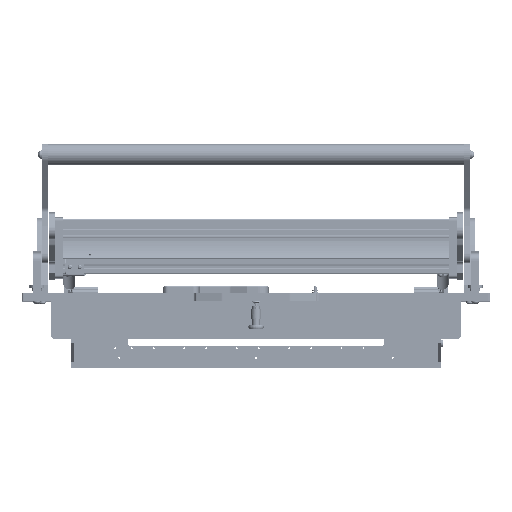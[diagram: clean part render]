
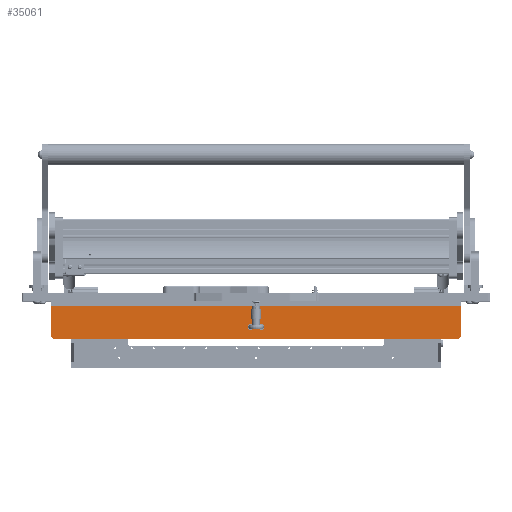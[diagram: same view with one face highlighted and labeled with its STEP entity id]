
A CAD part, top view. The second image highlights one B-rep face of the part: STEP entity #35061.
In plain terms, the highlighted face is planar.
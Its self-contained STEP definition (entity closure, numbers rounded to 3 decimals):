
#309 = ORIENTED_EDGE ( 'NONE', *, *, #21908, .T. ) ;
#684 = LINE ( 'NONE', #77023, #63370 ) ;
#688 = EDGE_CURVE ( 'NONE', #21959, #3436, #684, .T. ) ;
#2792 = EDGE_CURVE ( 'NONE', #43180, #40874, #80447, .T. ) ;
#3436 = VERTEX_POINT ( 'NONE', #49901 ) ;
#6909 = VERTEX_POINT ( 'NONE', #49613 ) ;
#7401 = VECTOR ( 'NONE', #55329, 1000. ) ;
#9048 = CARTESIAN_POINT ( 'NONE',  ( -6., -6., 270. ) ) ;
#11306 = CARTESIAN_POINT ( 'NONE',  ( -6., -34., 7. ) ) ;
#11769 = DIRECTION ( 'NONE',  ( 1., 0., 0. ) ) ;
#12536 = CIRCLE ( 'NONE', #21018, 1.7 ) ;
#15088 = VECTOR ( 'NONE', #20771, 1000. ) ;
#15487 = EDGE_CURVE ( 'NONE', #63609, #6909, #68296, .T. ) ;
#15689 = CARTESIAN_POINT ( 'NONE',  ( -6., -47., 270. ) ) ;
#15693 = CARTESIAN_POINT ( 'NONE',  ( -6., -34., 7. ) ) ;
#19762 = VECTOR ( 'NONE', #26298, 1000. ) ;
#19956 = CARTESIAN_POINT ( 'NONE',  ( -6., -47., 270. ) ) ;
#20771 = DIRECTION ( 'NONE',  ( 0., 0.707, 0.707 ) ) ;
#21018 = AXIS2_PLACEMENT_3D ( 'NONE', #32733, #45312, #70708 ) ;
#21172 = DIRECTION ( 'NONE',  ( 0., -0.707, 0.707 ) ) ;
#21908 = EDGE_CURVE ( 'NONE', #56883, #80517, #46597, .T. ) ;
#21959 = VERTEX_POINT ( 'NONE', #47948 ) ;
#22565 = LINE ( 'NONE', #32748, #70566 ) ;
#23084 = EDGE_CURVE ( 'NONE', #21959, #40874, #67984, .T. ) ;
#23206 = CARTESIAN_POINT ( 'NONE',  ( -6., -6., 270. ) ) ;
#23882 = DIRECTION ( 'NONE',  ( 1., 0., 0. ) ) ;
#26298 = DIRECTION ( 'NONE',  ( 0., -1., 0. ) ) ;
#26724 = ORIENTED_EDGE ( 'NONE', *, *, #2792, .F. ) ;
#28727 = PLANE ( 'NONE',  #77171 ) ;
#29427 = CARTESIAN_POINT ( 'NONE',  ( -6., -34., 8.7 ) ) ;
#30416 = ORIENTED_EDGE ( 'NONE', *, *, #66910, .T. ) ;
#32223 = ORIENTED_EDGE ( 'NONE', *, *, #39779, .T. ) ;
#32733 = CARTESIAN_POINT ( 'NONE',  ( -6., -34., -7. ) ) ;
#32748 = CARTESIAN_POINT ( 'NONE',  ( -6., -50., -267. ) ) ;
#34449 = EDGE_CURVE ( 'NONE', #6909, #63609, #54607, .T. ) ;
#34480 = DIRECTION ( 'NONE',  ( 0., 0., -1. ) ) ;
#35061 = ADVANCED_FACE ( 'NONE', ( #69378, #52791, #48873 ), #28727, .F. ) ;
#36869 = AXIS2_PLACEMENT_3D ( 'NONE', #11306, #67879, #55124 ) ;
#37417 = ORIENTED_EDGE ( 'NONE', *, *, #34449, .T. ) ;
#38259 = ORIENTED_EDGE ( 'NONE', *, *, #688, .F. ) ;
#39779 = EDGE_CURVE ( 'NONE', #73998, #71514, #12536, .T. ) ;
#40874 = VERTEX_POINT ( 'NONE', #15689 ) ;
#43180 = VERTEX_POINT ( 'NONE', #46285 ) ;
#44333 = CIRCLE ( 'NONE', #69001, 1.7 ) ;
#44448 = ORIENTED_EDGE ( 'NONE', *, *, #15487, .T. ) ;
#44962 = EDGE_LOOP ( 'NONE', ( #32223, #61405 ) ) ;
#45300 = ORIENTED_EDGE ( 'NONE', *, *, #23084, .T. ) ;
#45312 = DIRECTION ( 'NONE',  ( 1., 0., 0. ) ) ;
#46170 = DIRECTION ( 'NONE',  ( 0., 0., -1. ) ) ;
#46285 = CARTESIAN_POINT ( 'NONE',  ( -6., -6., 270. ) ) ;
#46597 = LINE ( 'NONE', #65183, #7401 ) ;
#47507 = EDGE_LOOP ( 'NONE', ( #38259, #45300, #26724, #30416, #309, #53380 ) ) ;
#47948 = CARTESIAN_POINT ( 'NONE',  ( -6., -50., 267. ) ) ;
#48303 = CARTESIAN_POINT ( 'NONE',  ( -6., -34., -5.3 ) ) ;
#48322 = EDGE_CURVE ( 'NONE', #80517, #3436, #22565, .T. ) ;
#48873 = FACE_OUTER_BOUND ( 'NONE', #47507, .T. ) ;
#49613 = CARTESIAN_POINT ( 'NONE',  ( -6., -34., 5.3 ) ) ;
#49901 = CARTESIAN_POINT ( 'NONE',  ( -6., -50., -267. ) ) ;
#52791 = FACE_BOUND ( 'NONE', #44962, .T. ) ;
#53380 = ORIENTED_EDGE ( 'NONE', *, *, #48322, .T. ) ;
#54607 = CIRCLE ( 'NONE', #36869, 1.7 ) ;
#55124 = DIRECTION ( 'NONE',  ( 0., 1., 0. ) ) ;
#55284 = DIRECTION ( 'NONE',  ( 0., 1., 0. ) ) ;
#55329 = DIRECTION ( 'NONE',  ( 0., -1., 0. ) ) ;
#56883 = VERTEX_POINT ( 'NONE', #70139 ) ;
#58098 = EDGE_LOOP ( 'NONE', ( #37417, #44448 ) ) ;
#58439 = DIRECTION ( 'NONE',  ( 0., 1., 0. ) ) ;
#60861 = CARTESIAN_POINT ( 'NONE',  ( -6., -34., -7. ) ) ;
#61405 = ORIENTED_EDGE ( 'NONE', *, *, #71507, .T. ) ;
#63370 = VECTOR ( 'NONE', #46170, 1000. ) ;
#63609 = VERTEX_POINT ( 'NONE', #29427 ) ;
#65183 = CARTESIAN_POINT ( 'NONE',  ( -6., -6., -270. ) ) ;
#66910 = EDGE_CURVE ( 'NONE', #43180, #56883, #73152, .T. ) ;
#67879 = DIRECTION ( 'NONE',  ( 1., 0., 0. ) ) ;
#67984 = LINE ( 'NONE', #19956, #15088 ) ;
#68296 = CIRCLE ( 'NONE', #72760, 1.7 ) ;
#69001 = AXIS2_PLACEMENT_3D ( 'NONE', #60861, #23882, #73957 ) ;
#69378 = FACE_BOUND ( 'NONE', #58098, .T. ) ;
#70139 = CARTESIAN_POINT ( 'NONE',  ( -6., -6., -270. ) ) ;
#70260 = CARTESIAN_POINT ( 'NONE',  ( -6., -47., -270. ) ) ;
#70566 = VECTOR ( 'NONE', #21172, 1000. ) ;
#70708 = DIRECTION ( 'NONE',  ( 0., 1., 0. ) ) ;
#71264 = DIRECTION ( 'NONE',  ( 1., 0., 0. ) ) ;
#71507 = EDGE_CURVE ( 'NONE', #71514, #73998, #44333, .T. ) ;
#71514 = VERTEX_POINT ( 'NONE', #48303 ) ;
#72760 = AXIS2_PLACEMENT_3D ( 'NONE', #15693, #71264, #58439 ) ;
#73152 = LINE ( 'NONE', #9048, #79019 ) ;
#73320 = CARTESIAN_POINT ( 'NONE',  ( -6., -34., -8.7 ) ) ;
#73957 = DIRECTION ( 'NONE',  ( 0., 1., 0. ) ) ;
#73998 = VERTEX_POINT ( 'NONE', #73320 ) ;
#76579 = CARTESIAN_POINT ( 'NONE',  ( -6., -6., 270. ) ) ;
#77023 = CARTESIAN_POINT ( 'NONE',  ( -6., -50., 270. ) ) ;
#77171 = AXIS2_PLACEMENT_3D ( 'NONE', #23206, #11769, #55284 ) ;
#79019 = VECTOR ( 'NONE', #34480, 1000. ) ;
#80447 = LINE ( 'NONE', #76579, #19762 ) ;
#80517 = VERTEX_POINT ( 'NONE', #70260 ) ;
